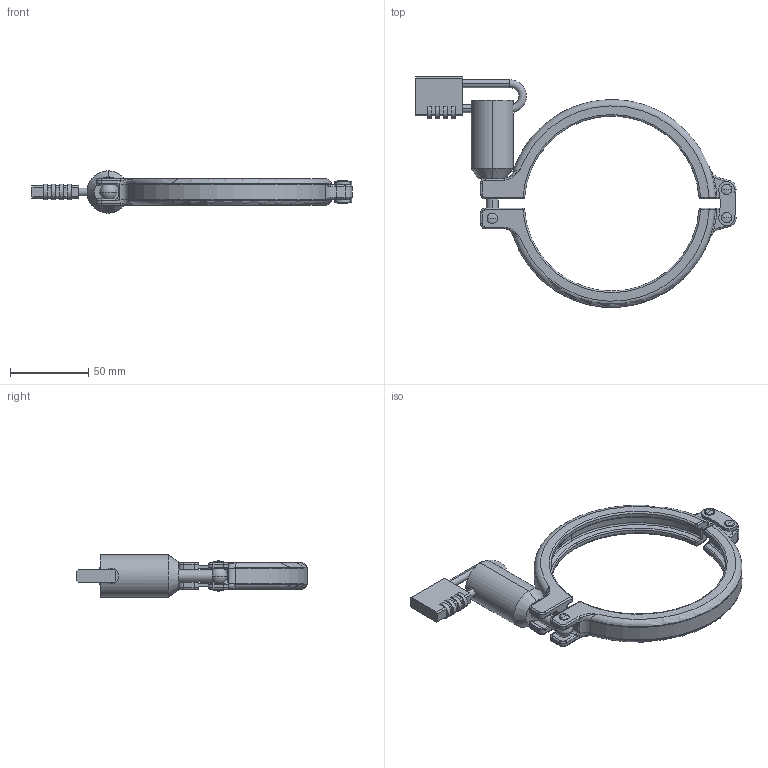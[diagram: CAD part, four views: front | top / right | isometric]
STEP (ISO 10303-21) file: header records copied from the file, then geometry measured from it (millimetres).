
FILE_DESCRIPTION (( 'STEP AP214' ), '1' );
FILE_NAME ('CL.SAFL.0400 BLOCK.STEP', '2019-04-16T14:42:51', ( '' ), ( '' ), 'SwSTEP 2.0', 'SolidWorks 2019', '' );
FILE_SCHEMA (( 'AUTOMOTIVE_DESIGN' ));
Length unit declared in the file: millimetre
Products named in the file (1): CL.SAFL.0400 BLOCK
Bounding box: 204.28 x 147.21 x 27 mm (x, y, z)
Volume: 78427.5 mm3; surface area: 40940.8 mm2
Topology: 4 solids, 4 shells, 426 faces, 1020 edges, 595 vertices
Faces by surface type: cylinder 163, plane 88, torus 75, bspline 50, sphere 34, cone 16
Entity records: 15016 total; most frequent: CARTESIAN_POINT 5023, DIRECTION 2131, ORIENTED_EDGE 1994, EDGE_CURVE 997, AXIS2_PLACEMENT_3D 890, VERTEX_POINT 594, CIRCLE 513, EDGE_LOOP 459
